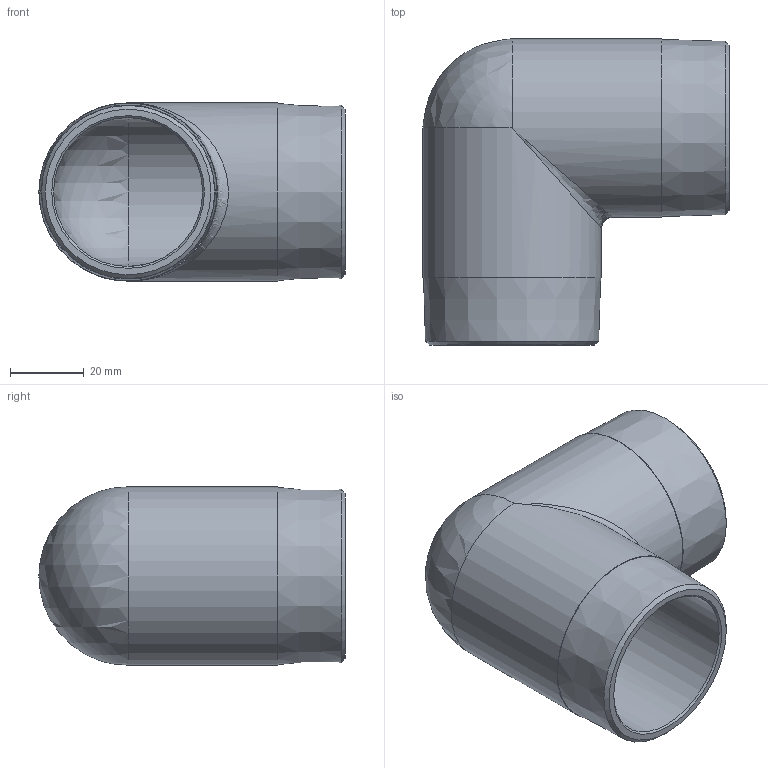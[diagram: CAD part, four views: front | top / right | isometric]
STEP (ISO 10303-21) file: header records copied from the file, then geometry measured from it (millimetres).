
FILE_DESCRIPTION(/* description */ (''),/* implementation_level */ '2;1');
FILE_NAME(/* name */ '3D_R94-DN40_172553440.stp',/* time_stamp */ '2021-07-22T10:23:23+02:00',/* author */ ('cad'),/* organization */ (''),/* preprocessor_version */ 'ST-DEVELOPER v18.1',/* originating_system */ 'Autodesk Inventor 2022',/* authorisation */ '');
FILE_SCHEMA (('AUTOMOTIVE_DESIGN { 1 0 10303 214 3 1 1 }'));
Length unit declared in the file: millimetre
Products named in the file (1): 3D_R94-DN40_172553440
Bounding box: 83.25 x 83.25 x 48.5 mm (x, y, z)
Volume: 61562.5 mm3; surface area: 32669.4 mm2
Topology: 1 solids, 1 shells, 18 faces, 44 edges, 22 vertices
Faces by surface type: cone 6, plane 4, cylinder 4, bspline 2, sphere 2
Full cylindrical faces by diameter (mm): 40.5 x2, 48.5 x2
Entity records: 625 total; most frequent: CARTESIAN_POINT 185, DIRECTION 96, ORIENTED_EDGE 72, AXIS2_PLACEMENT_3D 43, EDGE_CURVE 36, EDGE_LOOP 22, VERTEX_POINT 22, CIRCLE 20
